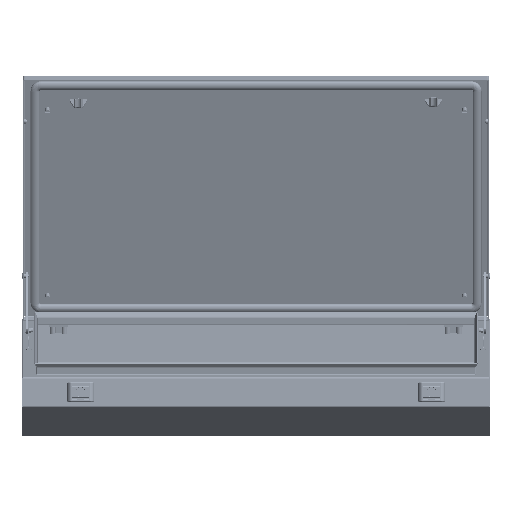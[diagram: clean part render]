
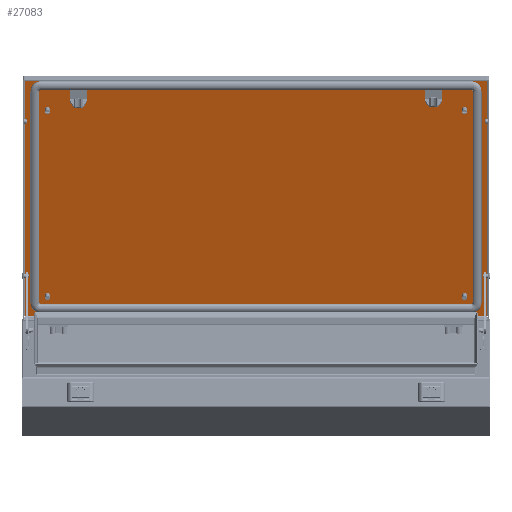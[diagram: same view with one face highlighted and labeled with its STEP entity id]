
A CAD part, front view. The second image highlights one B-rep face of the part: STEP entity #27083.
In plain terms, the highlighted face is planar.
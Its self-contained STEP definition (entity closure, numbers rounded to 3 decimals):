
#2927 = LINE ( 'NONE', #29086, #2951 ) ;
#2936 = LINE ( 'NONE', #29099, #2945 ) ;
#2942 = LINE ( 'NONE', #29084, #2957 ) ;
#2945 = VECTOR ( 'NONE', #29104, 1000. ) ;
#2948 = LINE ( 'NONE', #29101, #2963 ) ;
#2951 = VECTOR ( 'NONE', #29107, 1000. ) ;
#2957 = VECTOR ( 'NONE', #29114, 1000. ) ;
#2963 = VECTOR ( 'NONE', #29121, 1000. ) ;
#15017 = EDGE_CURVE ( 'NONE', #78002, #78000, #2936, .T. ) ;
#15019 = EDGE_CURVE ( 'NONE', #78006, #78002, #2927, .T. ) ;
#15022 = EDGE_CURVE ( 'NONE', #78015, #78006, #2942, .T. ) ;
#15024 = EDGE_CURVE ( 'NONE', #78000, #78015, #2948, .T. ) ;
#27083 = ADVANCED_FACE ( 'NONE', ( #28096 ), #96334, .T. ) ;
#28096 = FACE_OUTER_BOUND ( 'NONE', #57760, .T. ) ;
#29084 = CARTESIAN_POINT ( 'NONE',  ( -219.5, 395.5, 2. ) ) ;
#29086 = CARTESIAN_POINT ( 'NONE',  ( 218.5, 395.5, 2. ) ) ;
#29099 = CARTESIAN_POINT ( 'NONE',  ( 219.5, -395.5, 2. ) ) ;
#29101 = CARTESIAN_POINT ( 'NONE',  ( -218.5, -395.5, 2. ) ) ;
#29104 = DIRECTION ( 'NONE',  ( -1., 0., 0. ) ) ;
#29107 = DIRECTION ( 'NONE',  ( 0., -1., 0. ) ) ;
#29114 = DIRECTION ( 'NONE',  ( 1., 0., 0. ) ) ;
#29121 = DIRECTION ( 'NONE',  ( 0., 1., 0. ) ) ;
#57760 = EDGE_LOOP ( 'NONE', ( #90909, #90911, #90914, #90918 ) ) ;
#78000 = VERTEX_POINT ( 'NONE', #85211 ) ;
#78002 = VERTEX_POINT ( 'NONE', #85214 ) ;
#78006 = VERTEX_POINT ( 'NONE', #85219 ) ;
#78015 = VERTEX_POINT ( 'NONE', #85231 ) ;
#85211 = CARTESIAN_POINT ( 'NONE',  ( -218.5, -395.5, 2. ) ) ;
#85214 = CARTESIAN_POINT ( 'NONE',  ( 218.5, -395.5, 2. ) ) ;
#85219 = CARTESIAN_POINT ( 'NONE',  ( 218.5, 395.5, 2. ) ) ;
#85231 = CARTESIAN_POINT ( 'NONE',  ( -218.5, 395.5, 2. ) ) ;
#90909 = ORIENTED_EDGE ( 'NONE', *, *, #15017, .F. ) ;
#90911 = ORIENTED_EDGE ( 'NONE', *, *, #15019, .F. ) ;
#90914 = ORIENTED_EDGE ( 'NONE', *, *, #15022, .F. ) ;
#90918 = ORIENTED_EDGE ( 'NONE', *, *, #15024, .F. ) ;
#96334 = PLANE ( 'NONE',  #110656 ) ;
#96345 = CARTESIAN_POINT ( 'NONE',  ( -219.5, -396.5, 2. ) ) ;
#96348 = DIRECTION ( 'NONE',  ( 0., 0., 1. ) ) ;
#96351 = DIRECTION ( 'NONE',  ( 1., 0., 0. ) ) ;
#110656 = AXIS2_PLACEMENT_3D ( 'NONE', #96345, #96348, #96351 ) ;
